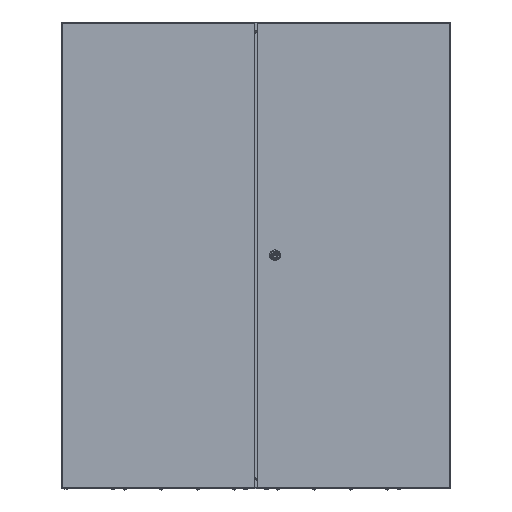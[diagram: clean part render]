
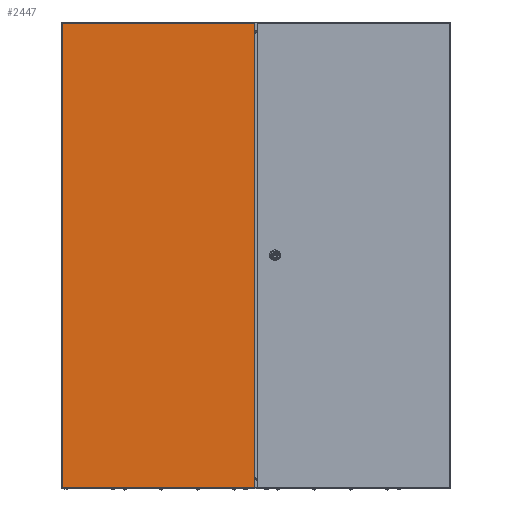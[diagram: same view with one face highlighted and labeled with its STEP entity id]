
A CAD part, top view. The second image highlights one B-rep face of the part: STEP entity #2447.
In plain terms, the highlighted planar face has unit normal (0, 0, 1).
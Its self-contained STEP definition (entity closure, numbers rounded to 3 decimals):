
#2447 = ADVANCED_FACE ( 'NONE', ( #80895 ), #81947, .T. ) ;
#5786 = LINE ( 'NONE', #37953, #43620 ) ;
#10484 = DIRECTION ( 'NONE',  ( -1., 0., 0. ) ) ;
#10958 = DIRECTION ( 'NONE',  ( 1., 0., 0. ) ) ;
#10991 = ORIENTED_EDGE ( 'NONE', *, *, #85057, .T. ) ;
#12064 = VECTOR ( 'NONE', #10958, 1000. ) ;
#13614 = EDGE_LOOP ( 'NONE', ( #87807, #43813, #10991, #81310 ) ) ;
#14177 = DIRECTION ( 'NONE',  ( 0., -1., 0. ) ) ;
#18879 = LINE ( 'NONE', #51036, #12064 ) ;
#20110 = VERTEX_POINT ( 'NONE', #34362 ) ;
#26816 = EDGE_CURVE ( 'NONE', #99726, #20110, #88739, .T. ) ;
#34362 = CARTESIAN_POINT ( 'NONE',  ( 2.63, 3., 17.5 ) ) ;
#37953 = CARTESIAN_POINT ( 'NONE',  ( 497.13, 1197., 17.5 ) ) ;
#40932 = CARTESIAN_POINT ( 'NONE',  ( 2.63, 1197., 17.5 ) ) ;
#41601 = CARTESIAN_POINT ( 'NONE',  ( 2.63, 1197., 17.5 ) ) ;
#41959 = VERTEX_POINT ( 'NONE', #63029 ) ;
#42027 = DIRECTION ( 'NONE',  ( 0., 0., 1. ) ) ;
#43620 = VECTOR ( 'NONE', #70017, 1000. ) ;
#43813 = ORIENTED_EDGE ( 'NONE', *, *, #86723, .T. ) ;
#48850 = DIRECTION ( 'NONE',  ( 1., 0., 0. ) ) ;
#49382 = CARTESIAN_POINT ( 'NONE',  ( 0., 0., 17.5 ) ) ;
#51036 = CARTESIAN_POINT ( 'NONE',  ( 2.63, 3., 17.5 ) ) ;
#56839 = LINE ( 'NONE', #82554, #73037 ) ;
#63029 = CARTESIAN_POINT ( 'NONE',  ( 497.13, 1197., 17.5 ) ) ;
#64594 = CARTESIAN_POINT ( 'NONE',  ( 497.13, 3., 17.5 ) ) ;
#69014 = AXIS2_PLACEMENT_3D ( 'NONE', #49382, #42027, #48850 ) ;
#70017 = DIRECTION ( 'NONE',  ( 0., 1., 0. ) ) ;
#73037 = VECTOR ( 'NONE', #10484, 1000. ) ;
#74129 = VECTOR ( 'NONE', #14177, 1000. ) ;
#80895 = FACE_OUTER_BOUND ( 'NONE', #13614, .T. ) ;
#81310 = ORIENTED_EDGE ( 'NONE', *, *, #89021, .T. ) ;
#81947 = PLANE ( 'NONE',  #69014 ) ;
#82554 = CARTESIAN_POINT ( 'NONE',  ( 2.63, 1197., 17.5 ) ) ;
#85057 = EDGE_CURVE ( 'NONE', #86916, #41959, #5786, .T. ) ;
#86723 = EDGE_CURVE ( 'NONE', #20110, #86916, #18879, .T. ) ;
#86916 = VERTEX_POINT ( 'NONE', #64594 ) ;
#87807 = ORIENTED_EDGE ( 'NONE', *, *, #26816, .T. ) ;
#88739 = LINE ( 'NONE', #40932, #74129 ) ;
#89021 = EDGE_CURVE ( 'NONE', #41959, #99726, #56839, .T. ) ;
#99726 = VERTEX_POINT ( 'NONE', #41601 ) ;
